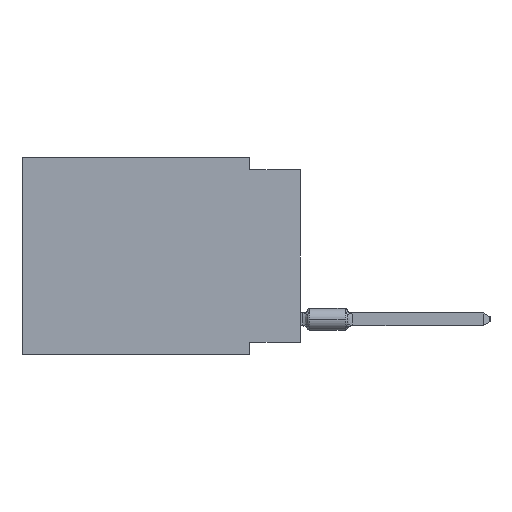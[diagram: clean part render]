
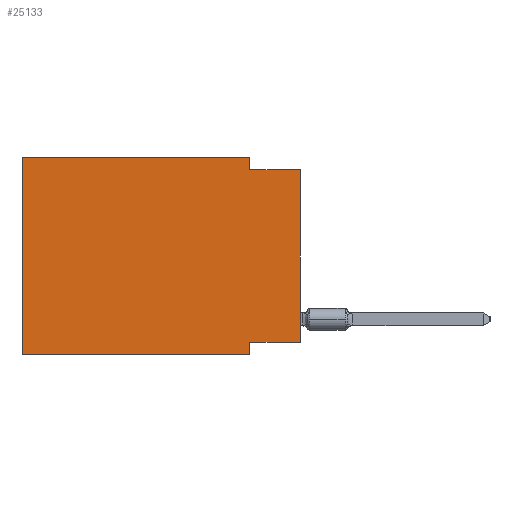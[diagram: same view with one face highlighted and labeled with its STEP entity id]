
A CAD part, left-side view. The second image highlights one B-rep face of the part: STEP entity #25133.
In plain terms, the highlighted planar face has unit normal (-1, 0, 0).
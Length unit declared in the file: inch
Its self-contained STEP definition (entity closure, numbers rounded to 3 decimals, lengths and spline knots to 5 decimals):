
#133 = EDGE_CURVE ( 'NONE', #73700, #4902, #40125, .T. ) ;
#2575 = CARTESIAN_POINT ( 'NONE',  ( 0., 0., 0. ) ) ;
#3770 = LINE ( 'NONE', #45673, #62159 ) ;
#4902 = VERTEX_POINT ( 'NONE', #16875 ) ;
#5547 = VECTOR ( 'NONE', #45357, 39.37008 ) ;
#7305 = CARTESIAN_POINT ( 'NONE',  ( 0., 0.55, -0.39 ) ) ;
#8419 = CARTESIAN_POINT ( 'NONE',  ( 0., 0., -0.025 ) ) ;
#9591 = DIRECTION ( 'NONE',  ( 0., -1., 0. ) ) ;
#12941 = CARTESIAN_POINT ( 'NONE',  ( 0., 0.1, -0.39 ) ) ;
#14765 = ORIENTED_EDGE ( 'NONE', *, *, #82546, .F. ) ;
#16875 = CARTESIAN_POINT ( 'NONE',  ( 0., 0.1, -0.39 ) ) ;
#17029 = ORIENTED_EDGE ( 'NONE', *, *, #133, .F. ) ;
#17192 = PLANE ( 'NONE',  #36186 ) ;
#18048 = LINE ( 'NONE', #70656, #73520 ) ;
#25133 = ADVANCED_FACE ( 'NONE', ( #77812 ), #17192, .F. ) ;
#26363 = EDGE_LOOP ( 'NONE', ( #72909, #14765, #44005, #45293, #79501, #39393, #17029, #38417 ) ) ;
#27546 = VECTOR ( 'NONE', #39685, 39.37008 ) ;
#27833 = CARTESIAN_POINT ( 'NONE',  ( 0., 0., -0.365 ) ) ;
#28345 = EDGE_CURVE ( 'NONE', #28719, #39894, #18048, .T. ) ;
#28550 = VERTEX_POINT ( 'NONE', #27833 ) ;
#28719 = VERTEX_POINT ( 'NONE', #43805 ) ;
#29768 = DIRECTION ( 'NONE',  ( 0., 0., 1. ) ) ;
#30111 = VECTOR ( 'NONE', #62122, 39.37008 ) ;
#30948 = CARTESIAN_POINT ( 'NONE',  ( 0., 0.55, 0. ) ) ;
#31402 = DIRECTION ( 'NONE',  ( 0., 1., 0. ) ) ;
#31462 = VECTOR ( 'NONE', #76443, 39.37008 ) ;
#33025 = EDGE_CURVE ( 'NONE', #39894, #53465, #66279, .T. ) ;
#36186 = AXIS2_PLACEMENT_3D ( 'NONE', #77380, #49784, #44386 ) ;
#36252 = CARTESIAN_POINT ( 'NONE',  ( 0., 0., -0.025 ) ) ;
#36278 = EDGE_CURVE ( 'NONE', #28550, #49869, #56951, .T. ) ;
#38417 = ORIENTED_EDGE ( 'NONE', *, *, #65719, .F. ) ;
#39393 = ORIENTED_EDGE ( 'NONE', *, *, #73342, .T. ) ;
#39685 = DIRECTION ( 'NONE',  ( 0., 0., -1. ) ) ;
#39894 = VERTEX_POINT ( 'NONE', #64058 ) ;
#40125 = LINE ( 'NONE', #12941, #27546 ) ;
#43805 = CARTESIAN_POINT ( 'NONE',  ( 0., 0.55, 0. ) ) ;
#44005 = ORIENTED_EDGE ( 'NONE', *, *, #33025, .F. ) ;
#44317 = LINE ( 'NONE', #30948, #31462 ) ;
#44386 = DIRECTION ( 'NONE',  ( 0., 0., -1. ) ) ;
#45293 = ORIENTED_EDGE ( 'NONE', *, *, #28345, .F. ) ;
#45357 = DIRECTION ( 'NONE',  ( 0., 0., -1. ) ) ;
#45673 = CARTESIAN_POINT ( 'NONE',  ( 0., 0., -0.365 ) ) ;
#49784 = DIRECTION ( 'NONE',  ( 1., 0., 0. ) ) ;
#49869 = VERTEX_POINT ( 'NONE', #36252 ) ;
#51631 = EDGE_CURVE ( 'NONE', #74587, #28719, #44317, .T. ) ;
#53465 = VERTEX_POINT ( 'NONE', #54908 ) ;
#54904 = CARTESIAN_POINT ( 'NONE',  ( 0., 0.1, -0.365 ) ) ;
#54908 = CARTESIAN_POINT ( 'NONE',  ( 0., 0.1, -0.025 ) ) ;
#55262 = DIRECTION ( 'NONE',  ( 0., -1., 0. ) ) ;
#56951 = LINE ( 'NONE', #2575, #58422 ) ;
#58422 = VECTOR ( 'NONE', #29768, 39.37008 ) ;
#60619 = CARTESIAN_POINT ( 'NONE',  ( 0., 0.55, -0.39 ) ) ;
#62122 = DIRECTION ( 'NONE',  ( 0., -1., 0. ) ) ;
#62159 = VECTOR ( 'NONE', #31402, 39.37008 ) ;
#64058 = CARTESIAN_POINT ( 'NONE',  ( 0., 0.1, 0. ) ) ;
#65719 = EDGE_CURVE ( 'NONE', #28550, #73700, #3770, .T. ) ;
#66279 = LINE ( 'NONE', #72085, #5547 ) ;
#68364 = LINE ( 'NONE', #7305, #30111 ) ;
#70656 = CARTESIAN_POINT ( 'NONE',  ( 0., 0.55, 0. ) ) ;
#72085 = CARTESIAN_POINT ( 'NONE',  ( 0., 0.1, 0. ) ) ;
#72909 = ORIENTED_EDGE ( 'NONE', *, *, #36278, .T. ) ;
#73342 = EDGE_CURVE ( 'NONE', #74587, #4902, #68364, .T. ) ;
#73520 = VECTOR ( 'NONE', #9591, 39.37008 ) ;
#73700 = VERTEX_POINT ( 'NONE', #54904 ) ;
#74587 = VERTEX_POINT ( 'NONE', #60619 ) ;
#76443 = DIRECTION ( 'NONE',  ( 0., 0., 1. ) ) ;
#77092 = VECTOR ( 'NONE', #55262, 39.37008 ) ;
#77380 = CARTESIAN_POINT ( 'NONE',  ( 0., 0.55, 0. ) ) ;
#77812 = FACE_OUTER_BOUND ( 'NONE', #26363, .T. ) ;
#79501 = ORIENTED_EDGE ( 'NONE', *, *, #51631, .F. ) ;
#81971 = LINE ( 'NONE', #8419, #77092 ) ;
#82546 = EDGE_CURVE ( 'NONE', #53465, #49869, #81971, .T. ) ;
